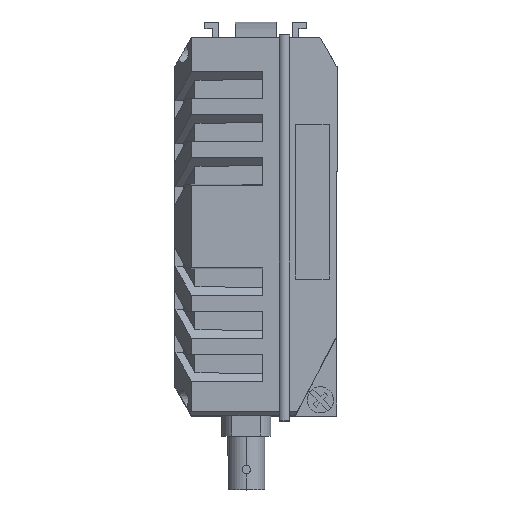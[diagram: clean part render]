
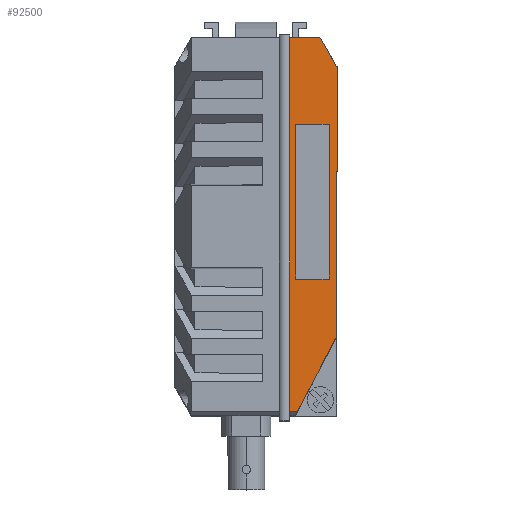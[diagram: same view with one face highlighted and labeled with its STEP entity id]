
A CAD part, top view. The second image highlights one B-rep face of the part: STEP entity #92500.
In plain terms, the highlighted face is planar.
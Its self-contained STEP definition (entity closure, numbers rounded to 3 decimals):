
#87020=CARTESIAN_POINT('',(37.5,113.05,
147.775));
#87030=VERTEX_POINT('',#87020);
#87060=CARTESIAN_POINT('',(37.5,113.008,
152.55));
#87070=DIRECTION('',(0.,0.009,
-1.));
#87080=VECTOR('',#87070,1.);
#87090=LINE('',#87060,#87080);
#87100=CARTESIAN_POINT('',(37.5,113.1,
142.05));
#87110=VERTEX_POINT('',#87100);
#87120=EDGE_CURVE('',#87030,#87110,#87090,.T.);
#91460=CARTESIAN_POINT('',(32.283,113.067,
145.808));
#91470=DIRECTION('',(0.,1.,
0.009));
#91480=DIRECTION('',(-1.,0.,0.));
#91490=AXIS2_PLACEMENT_3D('',#91460,#91470,#91480);
#91500=PLANE('',#91490);
#91510=CARTESIAN_POINT('',(48.1,113.1,
142.05));
#91520=DIRECTION('',(-1.,0.,0.));
#91530=VECTOR('',#91520,1.);
#91540=LINE('',#91510,#91530);
#91550=CARTESIAN_POINT('',(-33.7,113.1,
142.05));
#91560=VERTEX_POINT('',#91550);
#91570=EDGE_CURVE('',#87110,#91560,#91540,.T.);
#91580=ORIENTED_EDGE('',*,*,#91570,.T.);
#91590=ORIENTED_EDGE('',*,*,#87120,.T.);
#91600=CARTESIAN_POINT('',(46.596,113.096,
142.523));
#91610=DIRECTION('',(-0.866,-0.004,
0.5));
#91620=VECTOR('',#91610,1.);
#91630=LINE('',#91600,#91620);
#91640=CARTESIAN_POINT('',(32.,113.022,
150.95));
#91650=VERTEX_POINT('',#91640);
#91660=EDGE_CURVE('',#87030,#91650,#91630,.T.);
#91670=ORIENTED_EDGE('',*,*,#91660,.F.);
#91680=CARTESIAN_POINT('',(32.,112.992,154.45));
#91690=DIRECTION('',(0.,0.009,
-1.));
#91700=VECTOR('',#91690,1.);
#91710=LINE('',#91680,#91700);
#91720=CARTESIAN_POINT('',(32.,113.021,
151.05));
#91730=VERTEX_POINT('',#91720);
#91740=EDGE_CURVE('',#91730,#91650,#91710,.T.);
#91750=ORIENTED_EDGE('',*,*,#91740,.T.);
#91760=CARTESIAN_POINT('',(46.596,113.021,
151.05));
#91770=DIRECTION('',(1.,0.,0.));
#91780=VECTOR('',#91770,1.);
#91790=LINE('',#91760,#91780);
#91800=CARTESIAN_POINT('',(12.,113.021,
151.05));
#91810=VERTEX_POINT('',#91800);
#91820=EDGE_CURVE('',#91810,#91730,#91790,.T.);
#91830=ORIENTED_EDGE('',*,*,#91820,.T.);
#91840=CARTESIAN_POINT('',(12.,112.992,154.45));
#91850=DIRECTION('',(0.,0.009,
-1.));
#91860=VECTOR('',#91850,1.);
#91870=LINE('',#91840,#91860);
#91880=CARTESIAN_POINT('',(12.,113.022,
150.95));
#91890=VERTEX_POINT('',#91880);
#91900=EDGE_CURVE('',#91810,#91890,#91870,.T.);
#91910=ORIENTED_EDGE('',*,*,#91900,.F.);
#91920=CARTESIAN_POINT('',(46.596,113.022,
150.95));
#91930=DIRECTION('',(1.,0.,0.));
#91940=VECTOR('',#91930,1.);
#91950=LINE('',#91920,#91940);
#91960=CARTESIAN_POINT('',(-19.5,113.022,
150.95));
#91970=VERTEX_POINT('',#91960);
#91980=EDGE_CURVE('',#91970,#91890,#91950,.T.);
#91990=ORIENTED_EDGE('',*,*,#91980,.T.);
#92000=CARTESIAN_POINT('',(46.596,112.719,
185.76));
#92010=DIRECTION('',(0.885,-0.004,
0.466));
#92020=VECTOR('',#92010,1.);
#92030=LINE('',#92000,#92020);
#92040=CARTESIAN_POINT('',(-33.7,113.088,
143.471));
#92050=VERTEX_POINT('',#92040);
#92060=EDGE_CURVE('',#92050,#91970,#92030,.T.);
#92070=ORIENTED_EDGE('',*,*,#92060,.T.);
#92080=CARTESIAN_POINT('',(-33.7,112.992,154.45));
#92090=DIRECTION('',(0.,0.009,
-1.));
#92100=VECTOR('',#92090,1.);
#92110=LINE('',#92080,#92100);
#92120=EDGE_CURVE('',#92050,#91560,#92110,.T.);
#92130=ORIENTED_EDGE('',*,*,#92120,.F.);
#92140=EDGE_LOOP('',(#92130,#92070,#91990,#91910,#91830,#91750,#91670,
#91590,#91580));
#92150=FACE_OUTER_BOUND('',#92140,.T.);
#92160=CARTESIAN_POINT('',(-8.5,112.992,154.45));
#92170=DIRECTION('',(0.,-0.009,
1.));
#92180=VECTOR('',#92170,1.);
#92190=LINE('',#92160,#92180);
#92200=CARTESIAN_POINT('',(-8.5,113.09,
143.187));
#92210=VERTEX_POINT('',#92200);
#92220=CARTESIAN_POINT('',(-8.5,113.035,
149.512));
#92230=VERTEX_POINT('',#92220);
#92240=EDGE_CURVE('',#92210,#92230,#92190,.T.);
#92250=ORIENTED_EDGE('',*,*,#92240,.F.);
#92260=CARTESIAN_POINT('',(46.596,113.035,
149.512));
#92270=DIRECTION('',(-1.,0.,0.));
#92280=VECTOR('',#92270,1.);
#92290=LINE('',#92260,#92280);
#92300=CARTESIAN_POINT('',(21.,113.035,
149.512));
#92310=VERTEX_POINT('',#92300);
#92320=EDGE_CURVE('',#92310,#92230,#92290,.T.);
#92330=ORIENTED_EDGE('',*,*,#92320,.T.);
#92340=CARTESIAN_POINT('',(21.,112.992,154.45));
#92350=DIRECTION('',(0.,0.009,
-1.));
#92360=VECTOR('',#92350,1.);
#92370=LINE('',#92340,#92360);
#92380=CARTESIAN_POINT('',(21.,113.09,
143.187));
#92390=VERTEX_POINT('',#92380);
#92400=EDGE_CURVE('',#92310,#92390,#92370,.T.);
#92410=ORIENTED_EDGE('',*,*,#92400,.F.);
#92420=CARTESIAN_POINT('',(46.596,113.09,
143.187));
#92430=DIRECTION('',(1.,0.,0.));
#92440=VECTOR('',#92430,1.);
#92450=LINE('',#92420,#92440);
#92460=EDGE_CURVE('',#92210,#92390,#92450,.T.);
#92470=ORIENTED_EDGE('',*,*,#92460,.T.);
#92480=EDGE_LOOP('',(#92470,#92410,#92330,#92250));
#92490=FACE_BOUND('',#92480,.T.);
#92500=ADVANCED_FACE('',(#92150,#92490),#91500,.T.);
